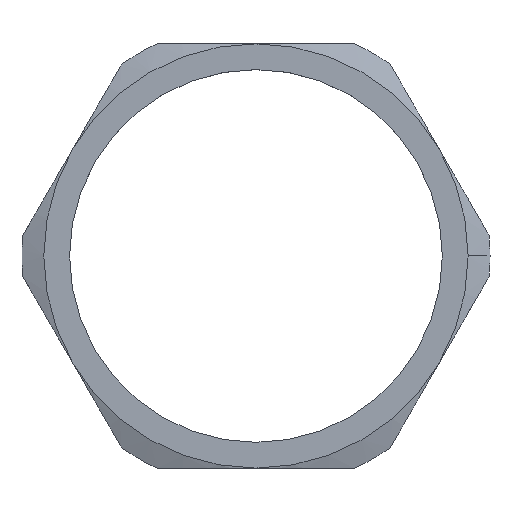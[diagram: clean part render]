
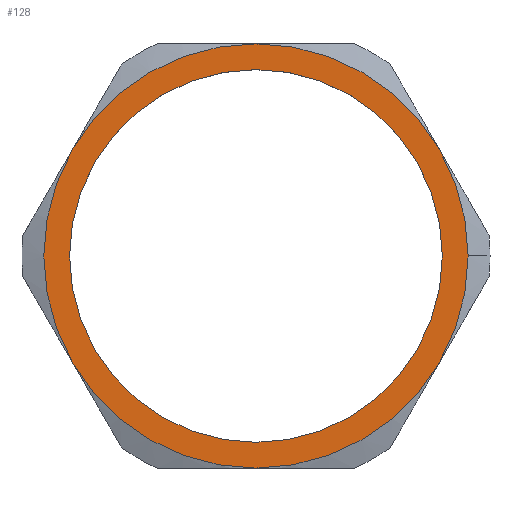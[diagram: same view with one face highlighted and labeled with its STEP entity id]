
A CAD part, top view. The second image highlights one B-rep face of the part: STEP entity #128.
In plain terms, the highlighted planar face has unit normal (0, 0, 1).
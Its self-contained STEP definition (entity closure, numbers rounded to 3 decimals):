
#87 = EDGE_CURVE ( 'NONE', #684, #662, #178, .T. ) ;
#91 = EDGE_CURVE ( 'NONE', #659, #676, #176, .T. ) ;
#98 = EDGE_CURVE ( 'NONE', #676, #659, #172, .T. ) ;
#99 = EDGE_CURVE ( 'NONE', #664, #684, #171, .T. ) ;
#100 = EDGE_CURVE ( 'NONE', #662, #663, #170, .T. ) ;
#101 = EDGE_CURVE ( 'NONE', #666, #669, #169, .T. ) ;
#102 = EDGE_CURVE ( 'NONE', #669, #683, #168, .T. ) ;
#103 = EDGE_CURVE ( 'NONE', #683, #664, #167, .T. ) ;
#111 = EDGE_CURVE ( 'NONE', #663, #666, #166, .T. ) ;
#128 = ADVANCED_FACE ( 'NONE', ( #769, #782 ), #356, .T. ) ;
#166 = CIRCLE ( 'NONE', #761, 35. ) ;
#167 = CIRCLE ( 'NONE', #758, 35. ) ;
#168 = CIRCLE ( 'NONE', #757, 35. ) ;
#169 = CIRCLE ( 'NONE', #755, 35. ) ;
#170 = CIRCLE ( 'NONE', #754, 35. ) ;
#171 = CIRCLE ( 'NONE', #750, 35. ) ;
#172 = CIRCLE ( 'NONE', #740, 30.75 ) ;
#176 = CIRCLE ( 'NONE', #747, 30.75 ) ;
#178 = CIRCLE ( 'NONE', #743, 35. ) ;
#218 = CARTESIAN_POINT ( 'NONE',  ( 0., 0., 5.5 ) ) ;
#222 = DIRECTION ( 'NONE',  ( 0., 0., 1. ) ) ;
#223 = DIRECTION ( 'NONE',  ( 1., 0., 0. ) ) ;
#239 = CARTESIAN_POINT ( 'NONE',  ( 0., 0., 5.5 ) ) ;
#243 = DIRECTION ( 'NONE',  ( 0., 0., 1. ) ) ;
#244 = DIRECTION ( 'NONE',  ( 1., 0., 0. ) ) ;
#245 = CARTESIAN_POINT ( 'NONE',  ( 0., 0., 5.5 ) ) ;
#246 = DIRECTION ( 'NONE',  ( 0., 0., 1. ) ) ;
#247 = DIRECTION ( 'NONE',  ( 1., 0., 0. ) ) ;
#248 = CARTESIAN_POINT ( 'NONE',  ( 0., 0., 5.5 ) ) ;
#249 = DIRECTION ( 'NONE',  ( 0., 0., 1. ) ) ;
#250 = DIRECTION ( 'NONE',  ( 1., 0., 0. ) ) ;
#251 = CARTESIAN_POINT ( 'NONE',  ( 0., 0., 5.5 ) ) ;
#252 = DIRECTION ( 'NONE',  ( 0., 0., 1. ) ) ;
#253 = DIRECTION ( 'NONE',  ( 1., 0., 0. ) ) ;
#254 = CARTESIAN_POINT ( 'NONE',  ( 0., 0., 5.5 ) ) ;
#255 = DIRECTION ( 'NONE',  ( 0., 0., 1. ) ) ;
#256 = DIRECTION ( 'NONE',  ( 1., 0., 0. ) ) ;
#257 = CARTESIAN_POINT ( 'NONE',  ( 0., 0., 5.5 ) ) ;
#258 = DIRECTION ( 'NONE',  ( 0., 0., 1. ) ) ;
#259 = DIRECTION ( 'NONE',  ( 1., 0., 0. ) ) ;
#290 = CARTESIAN_POINT ( 'NONE',  ( 0., 0., 5.5 ) ) ;
#291 = DIRECTION ( 'NONE',  ( 0., 0., 1. ) ) ;
#292 = DIRECTION ( 'NONE',  ( 1., 0., 0. ) ) ;
#356 = PLANE ( 'NONE',  #784 ) ;
#357 = CARTESIAN_POINT ( 'NONE',  ( 0., 0., 5.5 ) ) ;
#358 = DIRECTION ( 'NONE',  ( 0., 0., 1. ) ) ;
#359 = DIRECTION ( 'NONE',  ( 1., 0., 0. ) ) ;
#453 = CARTESIAN_POINT ( 'NONE',  ( -30.75, 0., 5.5 ) ) ;
#456 = CARTESIAN_POINT ( 'NONE',  ( 30.311, 17.5, 5.5 ) ) ;
#457 = CARTESIAN_POINT ( 'NONE',  ( 0., 35., 5.5 ) ) ;
#458 = CARTESIAN_POINT ( 'NONE',  ( 30.311, -17.5, 5.5 ) ) ;
#460 = CARTESIAN_POINT ( 'NONE',  ( -30.311, 17.5, 5.5 ) ) ;
#463 = CARTESIAN_POINT ( 'NONE',  ( -30.311, -17.5, 5.5 ) ) ;
#470 = CARTESIAN_POINT ( 'NONE',  ( 30.75, 0., 5.5 ) ) ;
#477 = CARTESIAN_POINT ( 'NONE',  ( 0., -35., 5.5 ) ) ;
#478 = CARTESIAN_POINT ( 'NONE',  ( 35., 0., 5.5 ) ) ;
#492 = DIRECTION ( 'NONE',  ( 1., 0., 0. ) ) ;
#493 = DIRECTION ( 'NONE',  ( 0., 0., 1. ) ) ;
#494 = CARTESIAN_POINT ( 'NONE',  ( 0., 0., 5.5 ) ) ;
#625 = ORIENTED_EDGE ( 'NONE', *, *, #91, .F. ) ;
#626 = ORIENTED_EDGE ( 'NONE', *, *, #100, .T. ) ;
#627 = ORIENTED_EDGE ( 'NONE', *, *, #98, .F. ) ;
#628 = ORIENTED_EDGE ( 'NONE', *, *, #99, .T. ) ;
#629 = ORIENTED_EDGE ( 'NONE', *, *, #87, .T. ) ;
#630 = EDGE_LOOP ( 'NONE', ( #628, #629, #626, #688, #705, #706, #696 ) ) ;
#631 = EDGE_LOOP ( 'NONE', ( #625, #627 ) ) ;
#659 = VERTEX_POINT ( 'NONE', #453 ) ;
#662 = VERTEX_POINT ( 'NONE', #456 ) ;
#663 = VERTEX_POINT ( 'NONE', #457 ) ;
#664 = VERTEX_POINT ( 'NONE', #458 ) ;
#666 = VERTEX_POINT ( 'NONE', #460 ) ;
#669 = VERTEX_POINT ( 'NONE', #463 ) ;
#676 = VERTEX_POINT ( 'NONE', #470 ) ;
#683 = VERTEX_POINT ( 'NONE', #477 ) ;
#684 = VERTEX_POINT ( 'NONE', #478 ) ;
#688 = ORIENTED_EDGE ( 'NONE', *, *, #111, .T. ) ;
#696 = ORIENTED_EDGE ( 'NONE', *, *, #103, .T. ) ;
#705 = ORIENTED_EDGE ( 'NONE', *, *, #101, .T. ) ;
#706 = ORIENTED_EDGE ( 'NONE', *, *, #102, .T. ) ;
#740 = AXIS2_PLACEMENT_3D ( 'NONE', #239, #243, #244 ) ;
#743 = AXIS2_PLACEMENT_3D ( 'NONE', #494, #493, #492 ) ;
#747 = AXIS2_PLACEMENT_3D ( 'NONE', #218, #222, #223 ) ;
#750 = AXIS2_PLACEMENT_3D ( 'NONE', #245, #246, #247 ) ;
#754 = AXIS2_PLACEMENT_3D ( 'NONE', #248, #249, #250 ) ;
#755 = AXIS2_PLACEMENT_3D ( 'NONE', #251, #252, #253 ) ;
#757 = AXIS2_PLACEMENT_3D ( 'NONE', #254, #255, #256 ) ;
#758 = AXIS2_PLACEMENT_3D ( 'NONE', #257, #258, #259 ) ;
#761 = AXIS2_PLACEMENT_3D ( 'NONE', #290, #291, #292 ) ;
#769 = FACE_BOUND ( 'NONE', #631, .T. ) ;
#782 = FACE_OUTER_BOUND ( 'NONE', #630, .T. ) ;
#784 = AXIS2_PLACEMENT_3D ( 'NONE', #357, #358, #359 ) ;
